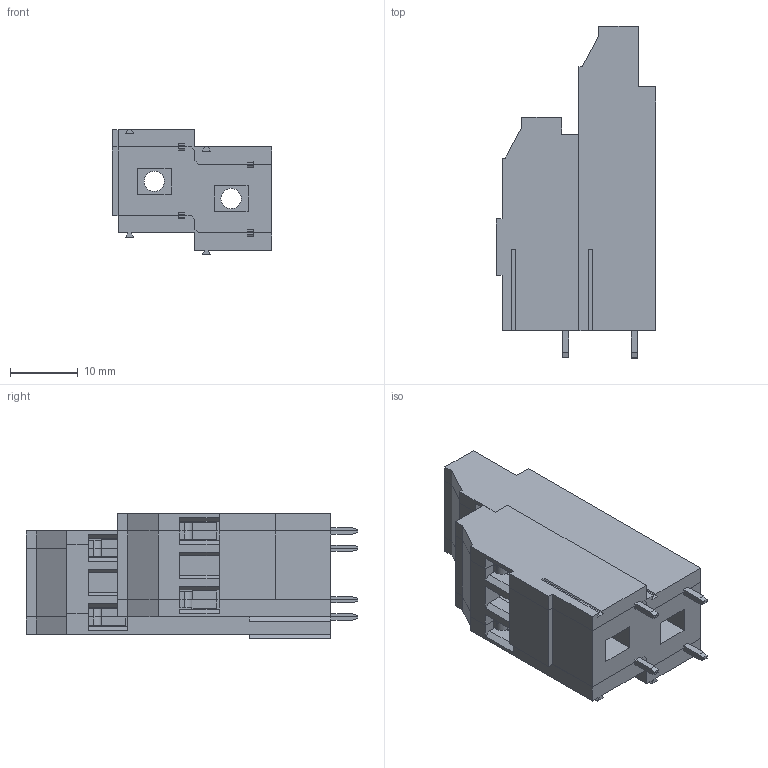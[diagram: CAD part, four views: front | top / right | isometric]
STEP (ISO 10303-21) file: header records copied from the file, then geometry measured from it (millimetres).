
FILE_DESCRIPTION( ( 'Unknown' ), '1' );
FILE_NAME( '691234610004.stp', 'Unknown', ( 'Unknown' ), ( 'Unknown' ), 'PSStep 18.0.17', 'Unknown', ' ' );
FILE_SCHEMA( ( 'AUTOMOTIVE_DESIGN { 1 0 10303 214 1 1 1 1 }' ) );
Length unit declared in the file: millimetre
Products named in the file (4): Assem1; MRT18P10.16V03_SX; MRT18P10.16V03_CNT; MRT18P10.16V03_DX
Assembly tree (3 placements, depth 2):
  Assem1
    MRT18P10.16V03_SX
    MRT18P10.16V03_CNT
    MRT18P10.16V03_DX
Bounding box: 23.55 x 49 x 18.38 mm (x, y, z)
Volume: 10392.3 mm3; surface area: 9323.1 mm2
Topology: 3 solids, 3 shells, 315 faces, 915 edges, 609 vertices
Faces by surface type: plane 295, cylinder 20
Full cylindrical faces by diameter (mm): 3 x2, 4 x2
Entity records: 12771 total; most frequent: CARTESIAN_POINT 1831, ORIENTED_EDGE 1814, DIRECTION 1601, EDGE_CURVE 907, LINE 851, VECTOR 851, VERTEX_POINT 605, AXIS2_PLACEMENT_3D 375
